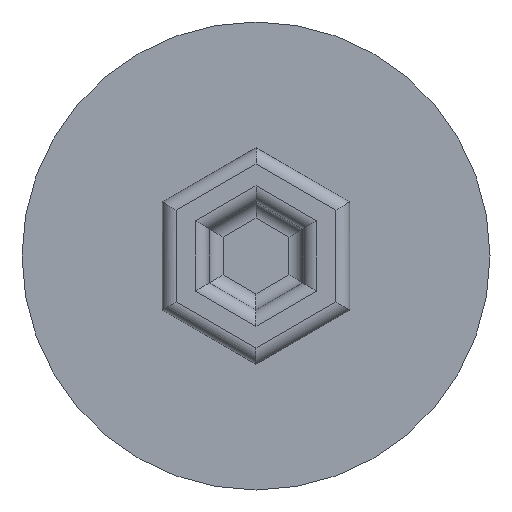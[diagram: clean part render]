
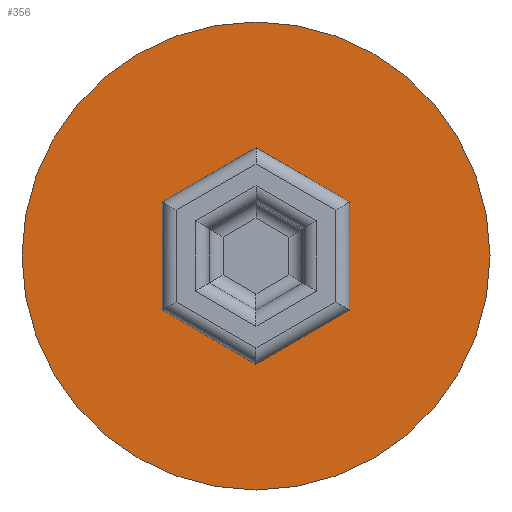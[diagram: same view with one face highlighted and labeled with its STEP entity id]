
A CAD part, front view. The second image highlights one B-rep face of the part: STEP entity #356.
In plain terms, the highlighted planar face has unit normal (0, -1, 0).
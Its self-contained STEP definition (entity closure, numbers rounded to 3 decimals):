
#264 = EDGE_CURVE ( 'NONE', #343, #339, #807, .T. ) ;
#266 = EDGE_CURVE ( 'NONE', #277, #353, #799, .T. ) ;
#271 = VERTEX_POINT ( 'NONE', #794 ) ;
#277 = VERTEX_POINT ( 'NONE', #793 ) ;
#279 = ORIENTED_EDGE ( 'NONE', *, *, #357, .F. ) ;
#280 = ORIENTED_EDGE ( 'NONE', *, *, #298, .F. ) ;
#281 = EDGE_CURVE ( 'NONE', #353, #355, #849, .T. ) ;
#292 = VERTEX_POINT ( 'NONE', #844 ) ;
#297 = ORIENTED_EDGE ( 'NONE', *, *, #264, .F. ) ;
#298 = EDGE_CURVE ( 'NONE', #355, #343, #851, .T. ) ;
#332 = ORIENTED_EDGE ( 'NONE', *, *, #281, .F. ) ;
#336 = VERTEX_POINT ( 'NONE', #940 ) ;
#337 = EDGE_CURVE ( 'NONE', #292, #271, #941, .T. ) ;
#339 = VERTEX_POINT ( 'NONE', #943 ) ;
#340 = ORIENTED_EDGE ( 'NONE', *, *, #359, .F. ) ;
#341 = ORIENTED_EDGE ( 'NONE', *, *, #266, .F. ) ;
#343 = VERTEX_POINT ( 'NONE', #932 ) ;
#344 = EDGE_LOOP ( 'NONE', ( #340, #297, #280, #332, #341, #279 ) ) ;
#345 = ORIENTED_EDGE ( 'NONE', *, *, #347, .F. ) ;
#347 = EDGE_CURVE ( 'NONE', #271, #292, #937, .T. ) ;
#352 = ORIENTED_EDGE ( 'NONE', *, *, #337, .F. ) ;
#353 = VERTEX_POINT ( 'NONE', #925 ) ;
#355 = VERTEX_POINT ( 'NONE', #969 ) ;
#356 = ADVANCED_FACE ( 'NONE', ( #971, #966 ), #931, .F. ) ;
#357 = EDGE_CURVE ( 'NONE', #336, #277, #964, .T. ) ;
#358 = EDGE_LOOP ( 'NONE', ( #352, #345 ) ) ;
#359 = EDGE_CURVE ( 'NONE', #339, #336, #956, .T. ) ;
#793 = CARTESIAN_POINT ( 'NONE',  ( -2., 0., 1.155 ) ) ;
#794 = CARTESIAN_POINT ( 'NONE',  ( 0., 0., -5. ) ) ;
#797 = DIRECTION ( 'NONE',  ( 0., 0., -1. ) ) ;
#798 = VECTOR ( 'NONE', #797, 1000. ) ;
#799 = LINE ( 'NONE', #808, #798 ) ;
#804 = DIRECTION ( 'NONE',  ( 0., 0., 1. ) ) ;
#805 = VECTOR ( 'NONE', #804, 1000. ) ;
#806 = CARTESIAN_POINT ( 'NONE',  ( 2., 0., -1.155 ) ) ;
#807 = LINE ( 'NONE', #806, #805 ) ;
#808 = CARTESIAN_POINT ( 'NONE',  ( -2., 0., 1.155 ) ) ;
#833 = DIRECTION ( 'NONE',  ( 0.866, 0., 0.5 ) ) ;
#834 = VECTOR ( 'NONE', #833, 1000. ) ;
#835 = CARTESIAN_POINT ( 'NONE',  ( 0., 0., -2.309 ) ) ;
#844 = CARTESIAN_POINT ( 'NONE',  ( 0., 0., 5. ) ) ;
#846 = DIRECTION ( 'NONE',  ( 0.866, 0., -0.5 ) ) ;
#847 = VECTOR ( 'NONE', #846, 1000. ) ;
#848 = CARTESIAN_POINT ( 'NONE',  ( -2., 0., -1.155 ) ) ;
#849 = LINE ( 'NONE', #848, #847 ) ;
#851 = LINE ( 'NONE', #835, #834 ) ;
#917 = AXIS2_PLACEMENT_3D ( 'NONE', #924, #962, #961 ) ;
#919 = DIRECTION ( 'NONE',  ( 0., 0., 1. ) ) ;
#920 = DIRECTION ( 'NONE',  ( 0., 1., 0. ) ) ;
#921 = CARTESIAN_POINT ( 'NONE',  ( 0., 0., 0. ) ) ;
#922 = AXIS2_PLACEMENT_3D ( 'NONE', #921, #920, #919 ) ;
#924 = CARTESIAN_POINT ( 'NONE',  ( 0., 0., 0. ) ) ;
#925 = CARTESIAN_POINT ( 'NONE',  ( -2., 0., -1.155 ) ) ;
#926 = DIRECTION ( 'NONE',  ( 0., 0., 1. ) ) ;
#927 = DIRECTION ( 'NONE',  ( 0., 1., 0. ) ) ;
#928 = CARTESIAN_POINT ( 'NONE',  ( 0., 0., 0. ) ) ;
#931 = PLANE ( 'NONE',  #917 ) ;
#932 = CARTESIAN_POINT ( 'NONE',  ( 2., 0., -1.155 ) ) ;
#933 = AXIS2_PLACEMENT_3D ( 'NONE', #928, #927, #926 ) ;
#937 = CIRCLE ( 'NONE', #922, 5. ) ;
#940 = CARTESIAN_POINT ( 'NONE',  ( 0., 0., 2.309 ) ) ;
#941 = CIRCLE ( 'NONE', #933, 5. ) ;
#943 = CARTESIAN_POINT ( 'NONE',  ( 2., 0., 1.155 ) ) ;
#954 = DIRECTION ( 'NONE',  ( -0.866, 0., 0.5 ) ) ;
#955 = VECTOR ( 'NONE', #954, 1000. ) ;
#956 = LINE ( 'NONE', #965, #955 ) ;
#958 = DIRECTION ( 'NONE',  ( -0.866, 0., -0.5 ) ) ;
#959 = VECTOR ( 'NONE', #958, 1000. ) ;
#961 = DIRECTION ( 'NONE',  ( 0., 0., 1. ) ) ;
#962 = DIRECTION ( 'NONE',  ( 0., 1., 0. ) ) ;
#963 = CARTESIAN_POINT ( 'NONE',  ( 0., 0., 2.309 ) ) ;
#964 = LINE ( 'NONE', #963, #959 ) ;
#965 = CARTESIAN_POINT ( 'NONE',  ( 2., 0., 1.155 ) ) ;
#966 = FACE_BOUND ( 'NONE', #344, .T. ) ;
#969 = CARTESIAN_POINT ( 'NONE',  ( 0., 0., -2.309 ) ) ;
#971 = FACE_OUTER_BOUND ( 'NONE', #358, .T. ) ;
